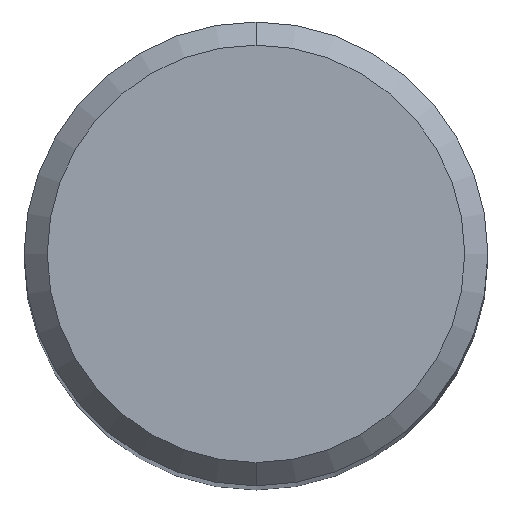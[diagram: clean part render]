
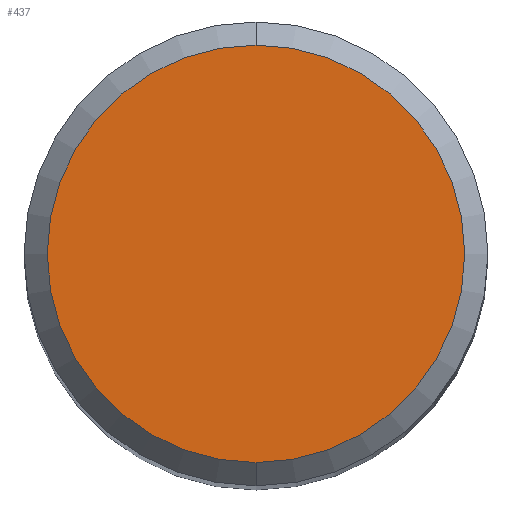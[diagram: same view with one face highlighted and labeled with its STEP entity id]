
A CAD part, top view. The second image highlights one B-rep face of the part: STEP entity #437.
In plain terms, the highlighted planar face has unit normal (0, 0, 1).
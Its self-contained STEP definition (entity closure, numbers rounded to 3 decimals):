
#437=ADVANCED_FACE('',(#1159),#1160,.T.);
#517=EDGE_CURVE('',#721,#801,#1245,.T.);
#721=VERTEX_POINT('',#1468);
#801=VERTEX_POINT('',#1554);
#1039=EDGE_CURVE('',#801,#721,#1817,.T.);
#1159=FACE_OUTER_BOUND('',#2006,.T.);
#1160=PLANE('',#2007);
#1245=CIRCLE('',#2213,3.6);
#1468=CARTESIAN_POINT('',(0.,-3.6,0.0));
#1554=CARTESIAN_POINT('',(0.0,3.6,0.0));
#1817=CIRCLE('',#4898,3.6);
#2006=EDGE_LOOP('',(#5300,#5301));
#2007=AXIS2_PLACEMENT_3D('',#5302,#5303,#5304);
#2213=AXIS2_PLACEMENT_3D('',#5373,#5374,#5375);
#4898=AXIS2_PLACEMENT_3D('',#6020,#6021,#6022);
#5300=ORIENTED_EDGE('',*,*,#1039,.F.);
#5301=ORIENTED_EDGE('',*,*,#517,.F.);
#5302=CARTESIAN_POINT('',(0.0,1.8,0.0));
#5303=DIRECTION('',(-0.0,0.0,1.0));
#5304=DIRECTION('',(0.0,-1.0,0.0));
#5373=CARTESIAN_POINT('',(0.0,0.0,0.0));
#5374=DIRECTION('',(0.0,0.0,-1.0));
#5375=DIRECTION('',(0.0,1.0,0.0));
#6020=CARTESIAN_POINT('',(0.0,0.0,0.0));
#6021=DIRECTION('',(0.0,0.0,-1.0));
#6022=DIRECTION('',(0.0,1.0,0.0));
